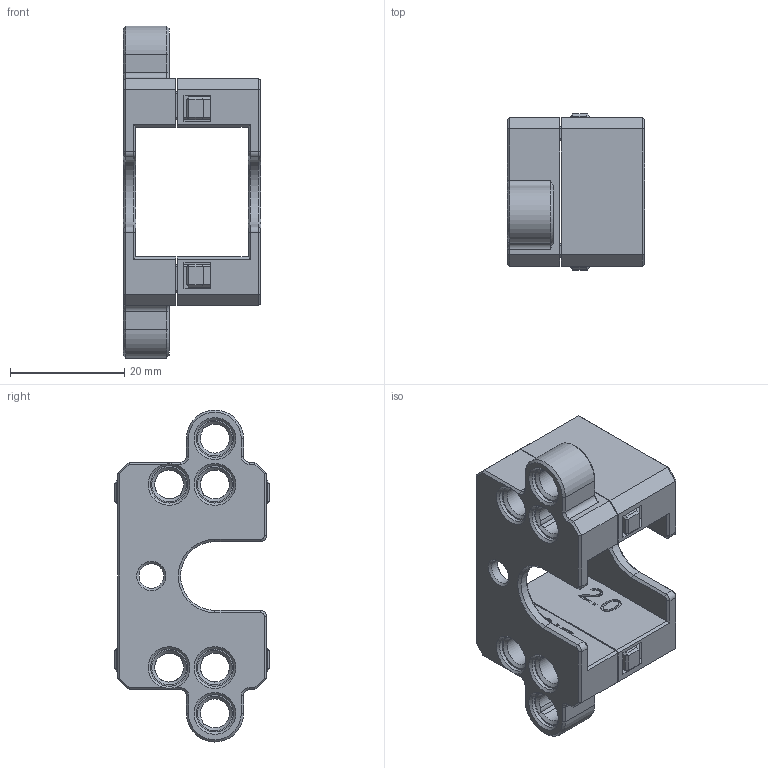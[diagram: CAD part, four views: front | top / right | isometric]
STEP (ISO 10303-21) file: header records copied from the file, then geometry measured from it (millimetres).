
FILE_DESCRIPTION(/* description */ (''),/* implementation_level */ '2;1');
FILE_NAME(/* name */ 'Lego_TT_2.0_vleugels.step',/* time_stamp */ '2025-10-12T23:05:46+02:00',/* author */ (''),/* organization */ (''),/* preprocessor_version */ 'ST-DEVELOPER v20.1',/* originating_system */ 'Autodesk Translation Framework v14.17.0.0',/* authorisation */ '');
FILE_SCHEMA (('AUTOMOTIVE_DESIGN { 1 0 10303 214 3 1 1 }'));
Length unit declared in the file: millimetre
Products named in the file (1): TT Motor to Lego V2 met Steun
Bounding box: 24 x 27.2 x 58 mm (x, y, z)
Volume: 9761.5 mm3; surface area: 11156.9 mm2
Topology: 2 solids, 2 shells, 496 faces, 1248 edges, 786 vertices
Faces by surface type: plane 288, bspline 92, cylinder 64, cone 52
Full cylindrical faces by diameter (mm): 4.3 x2, 6.5 x20
Entity records: 18264 total; most frequent: CARTESIAN_POINT 6899, ORIENTED_EDGE 2496, DIRECTION 2010, EDGE_CURVE 1248, LINE 852, VECTOR 852, VERTEX_POINT 786, AXIS2_PLACEMENT_3D 579
